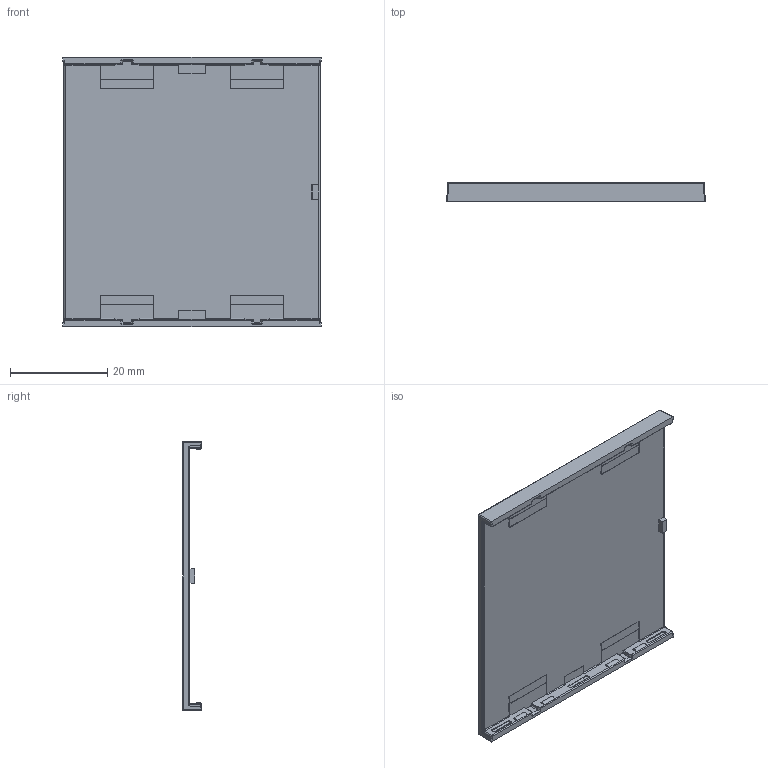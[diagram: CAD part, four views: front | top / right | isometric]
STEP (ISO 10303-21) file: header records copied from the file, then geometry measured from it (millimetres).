
FILE_DESCRIPTION((''),'2;1');
FILE_NAME('CHECK_W2X0442_00_ASM','2025-06-02T09:22:44',('weberr1'),(''),'CREO PARAMETRIC BY PTC INC, 2023154','CREO PARAMETRIC BY PTC INC, 2023154','');
FILE_SCHEMA(('CONFIG_CONTROL_DESIGN','SHAPE_APPEARANCE_LAYERS_GROUPS'));
Length unit declared in the file: millimetre
Products named in the file (3): W1A2074_45; W2X0442_00_ASM; CHECK_W2X0442_00_ASM
Assembly tree (2 placements, depth 3):
  CHECK_W2X0442_00_ASM
    W2X0442_00_ASM
      W1A2074_45
Bounding box: 53.17 x 3.9 x 55.53 mm (x, y, z)
Volume: 4747.1 mm3; surface area: 6705.6 mm2
Topology: 1 solids, 1 shells, 275 faces, 699 edges, 432 vertices
Faces by surface type: cylinder 116, plane 107, bspline 36, sphere 8, torus 8
Entity records: 14143 total; most frequent: CARTESIAN_POINT 5382, ORIENTED_EDGE 1398, DIRECTION 1197, PRESENTATION_STYLE_ASSIGNMENT 705, STYLED_ITEM 700, CURVE_STYLE 699, EDGE_CURVE 699, VERTEX_POINT 432
